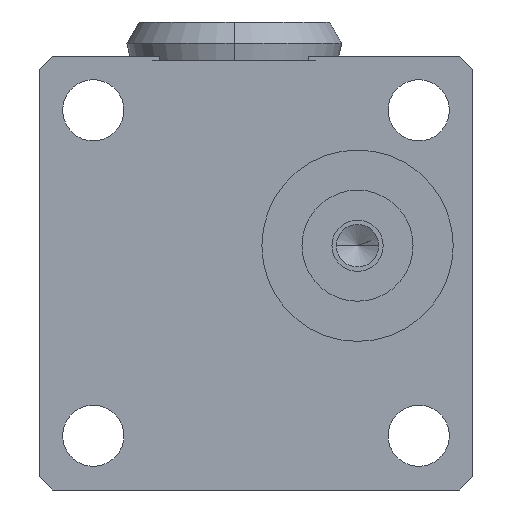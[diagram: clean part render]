
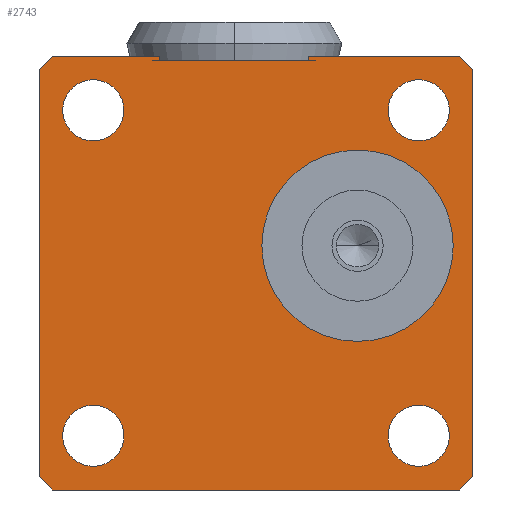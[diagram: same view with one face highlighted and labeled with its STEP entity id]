
A CAD part, front view. The second image highlights one B-rep face of the part: STEP entity #2743.
In plain terms, the highlighted planar face has unit normal (0, -1, 0).
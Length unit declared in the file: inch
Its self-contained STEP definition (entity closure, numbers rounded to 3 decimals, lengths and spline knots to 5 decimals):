
#92=CARTESIAN_POINT('',(0.375,-0.688,-0.375));
#93=DIRECTION('',(0.,1.,0.));
#94=DIRECTION('',(0.,0.,1.));
#95=AXIS2_PLACEMENT_3D('',#92,#93,#94);
#97=CARTESIAN_POINT('',(0.375,-0.688,-0.375));
#98=DIRECTION('',(0.,1.,0.));
#99=DIRECTION('',(0.,0.,-1.));
#100=AXIS2_PLACEMENT_3D('',#97,#98,#99);
#102=CARTESIAN_POINT('',(-0.375,-0.688,-0.375));
#103=DIRECTION('',(0.,1.,0.));
#104=DIRECTION('',(0.,0.,1.));
#105=AXIS2_PLACEMENT_3D('',#102,#103,#104);
#107=CARTESIAN_POINT('',(-0.375,-0.688,-0.375));
#108=DIRECTION('',(0.,1.,0.));
#109=DIRECTION('',(0.,0.,-1.));
#110=AXIS2_PLACEMENT_3D('',#107,#108,#109);
#112=CARTESIAN_POINT('',(-0.375,-0.688,0.375));
#113=DIRECTION('',(0.,1.,0.));
#114=DIRECTION('',(0.,0.,1.));
#115=AXIS2_PLACEMENT_3D('',#112,#113,#114);
#117=CARTESIAN_POINT('',(-0.375,-0.688,0.375));
#118=DIRECTION('',(0.,1.,0.));
#119=DIRECTION('',(0.,0.,-1.));
#120=AXIS2_PLACEMENT_3D('',#117,#118,#119);
#122=CARTESIAN_POINT('',(0.375,-0.688,0.375));
#123=DIRECTION('',(0.,1.,0.));
#124=DIRECTION('',(0.,0.,1.));
#125=AXIS2_PLACEMENT_3D('',#122,#123,#124);
#127=CARTESIAN_POINT('',(0.375,-0.688,0.375));
#128=DIRECTION('',(0.,1.,0.));
#129=DIRECTION('',(0.,0.,-1.));
#130=AXIS2_PLACEMENT_3D('',#127,#128,#129);
#132=CARTESIAN_POINT('',(0.234,-0.688,0.063));
#133=DIRECTION('',(0.,-1.,0.));
#134=DIRECTION('',(-1.,0.,0.));
#135=AXIS2_PLACEMENT_3D('',#132,#133,#134);
#137=CARTESIAN_POINT('',(0.234,-0.688,0.063));
#138=DIRECTION('',(0.,-1.,0.));
#139=DIRECTION('',(1.,0.,0.));
#140=AXIS2_PLACEMENT_3D('',#137,#138,#139);
#142=DIRECTION('',(-1.,0.,0.));
#143=VECTOR('',#142,0.34369);
#144=CARTESIAN_POINT('',(0.12185,-0.688,0.49));
#145=LINE('',#144,#143);
#146=DIRECTION('',(0.,0.,1.));
#147=VECTOR('',#146,0.01);
#148=CARTESIAN_POINT('',(0.12185,-0.688,0.49));
#149=LINE('',#148,#147);
#150=DIRECTION('',(-0.707,0.,0.707));
#151=VECTOR('',#150,0.04243);
#152=CARTESIAN_POINT('',(0.5,-0.688,0.47));
#153=LINE('',#152,#151);
#154=DIRECTION('',(0.707,0.,0.707));
#155=VECTOR('',#154,0.04243);
#156=CARTESIAN_POINT('',(0.47,-0.688,-0.5));
#157=LINE('',#156,#155);
#158=DIRECTION('',(0.707,0.,-0.707));
#159=VECTOR('',#158,0.04243);
#160=CARTESIAN_POINT('',(-0.5,-0.688,-0.47));
#161=LINE('',#160,#159);
#162=DIRECTION('',(0.,0.,1.));
#163=VECTOR('',#162,0.94);
#164=CARTESIAN_POINT('',(-0.5,-0.688,-0.47));
#165=LINE('',#164,#163);
#166=DIRECTION('',(-0.707,0.,-0.707));
#167=VECTOR('',#166,0.04243);
#168=CARTESIAN_POINT('',(-0.47,-0.688,0.5));
#169=LINE('',#168,#167);
#170=DIRECTION('',(0.,0.,1.));
#171=VECTOR('',#170,0.01);
#172=CARTESIAN_POINT('',(-0.22185,-0.688,0.49));
#173=LINE('',#172,#171);
#512=DIRECTION('',(1.,0.,0.));
#513=VECTOR('',#512,0.24815);
#514=CARTESIAN_POINT('',(-0.47,-0.688,0.5));
#515=LINE('',#514,#513);
#540=DIRECTION('',(1.,0.,0.));
#541=VECTOR('',#540,0.34815);
#542=CARTESIAN_POINT('',(0.12185,-0.688,0.5));
#543=LINE('',#542,#541);
#604=DIRECTION('',(1.,0.,0.));
#605=VECTOR('',#604,0.94);
#606=CARTESIAN_POINT('',(-0.47,-0.688,-0.5));
#607=LINE('',#606,#605);
#644=DIRECTION('',(0.,0.,1.));
#645=VECTOR('',#644,0.94);
#646=CARTESIAN_POINT('',(0.5,-0.688,-0.47));
#647=LINE('',#646,#645);
#2303=CARTESIAN_POINT('',(0.375,-0.688,-0.3045));
#2304=CARTESIAN_POINT('',(0.375,-0.688,-0.4455));
#2305=VERTEX_POINT('',#2303);
#2306=VERTEX_POINT('',#2304);
#2307=CARTESIAN_POINT('',(-0.375,-0.688,-0.3045));
#2308=CARTESIAN_POINT('',(-0.375,-0.688,-0.4455));
#2309=VERTEX_POINT('',#2307);
#2310=VERTEX_POINT('',#2308);
#2311=CARTESIAN_POINT('',(-0.375,-0.688,0.4455));
#2312=CARTESIAN_POINT('',(-0.375,-0.688,0.3045));
#2313=VERTEX_POINT('',#2311);
#2314=VERTEX_POINT('',#2312);
#2315=CARTESIAN_POINT('',(0.375,-0.688,0.4455));
#2316=CARTESIAN_POINT('',(0.375,-0.688,0.3045));
#2317=VERTEX_POINT('',#2315);
#2318=VERTEX_POINT('',#2316);
#2419=CARTESIAN_POINT('',(0.5,-0.688,0.47));
#2420=VERTEX_POINT('',#2419);
#2421=CARTESIAN_POINT('',(0.47,-0.688,0.5));
#2422=VERTEX_POINT('',#2421);
#2423=CARTESIAN_POINT('',(0.47,-0.688,-0.5));
#2424=CARTESIAN_POINT('',(0.5,-0.688,-0.47));
#2425=VERTEX_POINT('',#2423);
#2426=VERTEX_POINT('',#2424);
#2431=CARTESIAN_POINT('',(-0.47,-0.688,0.5));
#2432=CARTESIAN_POINT('',(-0.5,-0.688,0.47));
#2433=VERTEX_POINT('',#2431);
#2434=VERTEX_POINT('',#2432);
#2443=CARTESIAN_POINT('',(-0.5,-0.688,-0.47));
#2444=VERTEX_POINT('',#2443);
#2445=CARTESIAN_POINT('',(-0.47,-0.688,-0.5));
#2446=VERTEX_POINT('',#2445);
#2451=CARTESIAN_POINT('',(0.0135,-0.688,0.063));
#2452=VERTEX_POINT('',#2451);
#2453=CARTESIAN_POINT('',(0.4545,-0.688,0.063));
#2454=VERTEX_POINT('',#2453);
#2481=CARTESIAN_POINT('',(0.12185,-0.688,0.49));
#2482=CARTESIAN_POINT('',(-0.22185,-0.688,0.49));
#2483=VERTEX_POINT('',#2481);
#2484=VERTEX_POINT('',#2482);
#2485=CARTESIAN_POINT('',(-0.22185,-0.688,0.5));
#2486=VERTEX_POINT('',#2485);
#2487=CARTESIAN_POINT('',(0.12185,-0.688,0.5));
#2488=VERTEX_POINT('',#2487);
#2684=CARTESIAN_POINT('',(-0.5,-0.688,-0.5));
#2685=DIRECTION('',(0.,-1.,0.));
#2686=DIRECTION('',(1.,0.,0.));
#2687=AXIS2_PLACEMENT_3D('',#2684,#2685,#2686);
#2688=PLANE('',#2687);
#2690=ORIENTED_EDGE('',*,*,#2689,.F.);
#2692=ORIENTED_EDGE('',*,*,#2691,.T.);
#2694=ORIENTED_EDGE('',*,*,#2693,.T.);
#2696=ORIENTED_EDGE('',*,*,#2695,.F.);
#2698=ORIENTED_EDGE('',*,*,#2697,.F.);
#2700=ORIENTED_EDGE('',*,*,#2699,.F.);
#2702=ORIENTED_EDGE('',*,*,#2701,.F.);
#2704=ORIENTED_EDGE('',*,*,#2703,.F.);
#2706=ORIENTED_EDGE('',*,*,#2705,.T.);
#2708=ORIENTED_EDGE('',*,*,#2707,.F.);
#2710=ORIENTED_EDGE('',*,*,#2709,.T.);
#2712=ORIENTED_EDGE('',*,*,#2711,.F.);
#2713=EDGE_LOOP('',(#2690,#2692,#2694,#2696,#2698,#2700,#2702,#2704,#2706,#2708,
#2710,#2712));
#2714=FACE_OUTER_BOUND('',#2713,.F.);
#2715=ORIENTED_EDGE('',*,*,#2664,.F.);
#2716=ORIENTED_EDGE('',*,*,#2678,.F.);
#2717=EDGE_LOOP('',(#2715,#2716));
#2718=FACE_BOUND('',#2717,.F.);
#2720=ORIENTED_EDGE('',*,*,#2719,.F.);
#2722=ORIENTED_EDGE('',*,*,#2721,.F.);
#2723=EDGE_LOOP('',(#2720,#2722));
#2724=FACE_BOUND('',#2723,.F.);
#2726=ORIENTED_EDGE('',*,*,#2725,.F.);
#2728=ORIENTED_EDGE('',*,*,#2727,.F.);
#2729=EDGE_LOOP('',(#2726,#2728));
#2730=FACE_BOUND('',#2729,.F.);
#2732=ORIENTED_EDGE('',*,*,#2731,.T.);
#2734=ORIENTED_EDGE('',*,*,#2733,.T.);
#2735=EDGE_LOOP('',(#2732,#2734));
#2736=FACE_BOUND('',#2735,.F.);
#2738=ORIENTED_EDGE('',*,*,#2737,.F.);
#2740=ORIENTED_EDGE('',*,*,#2739,.F.);
#2741=EDGE_LOOP('',(#2738,#2740));
#2742=FACE_BOUND('',#2741,.F.);
#2743=ADVANCED_FACE('',(#2714,#2718,#2724,#2730,#2736,#2742),#2688,.T.);
#96=CIRCLE('',#95,0.0705);
#101=CIRCLE('',#100,0.0705);
#106=CIRCLE('',#105,0.0705);
#111=CIRCLE('',#110,0.0705);
#116=CIRCLE('',#115,0.0705);
#121=CIRCLE('',#120,0.0705);
#126=CIRCLE('',#125,0.0705);
#131=CIRCLE('',#130,0.0705);
#136=CIRCLE('',#135,0.2205);
#141=CIRCLE('',#140,0.2205);
#2664=EDGE_CURVE('',#2309,#2310,#106,.T.);
#2678=EDGE_CURVE('',#2310,#2309,#111,.T.);
#2689=EDGE_CURVE('',#2483,#2484,#145,.T.);
#2691=EDGE_CURVE('',#2483,#2488,#149,.T.);
#2693=EDGE_CURVE('',#2488,#2422,#543,.T.);
#2695=EDGE_CURVE('',#2420,#2422,#153,.T.);
#2697=EDGE_CURVE('',#2426,#2420,#647,.T.);
#2699=EDGE_CURVE('',#2425,#2426,#157,.T.);
#2701=EDGE_CURVE('',#2446,#2425,#607,.T.);
#2703=EDGE_CURVE('',#2444,#2446,#161,.T.);
#2705=EDGE_CURVE('',#2444,#2434,#165,.T.);
#2707=EDGE_CURVE('',#2433,#2434,#169,.T.);
#2709=EDGE_CURVE('',#2433,#2486,#515,.T.);
#2711=EDGE_CURVE('',#2484,#2486,#173,.T.);
#2719=EDGE_CURVE('',#2313,#2314,#116,.T.);
#2721=EDGE_CURVE('',#2314,#2313,#121,.T.);
#2725=EDGE_CURVE('',#2317,#2318,#126,.T.);
#2727=EDGE_CURVE('',#2318,#2317,#131,.T.);
#2731=EDGE_CURVE('',#2452,#2454,#136,.T.);
#2733=EDGE_CURVE('',#2454,#2452,#141,.T.);
#2737=EDGE_CURVE('',#2305,#2306,#96,.T.);
#2739=EDGE_CURVE('',#2306,#2305,#101,.T.);
